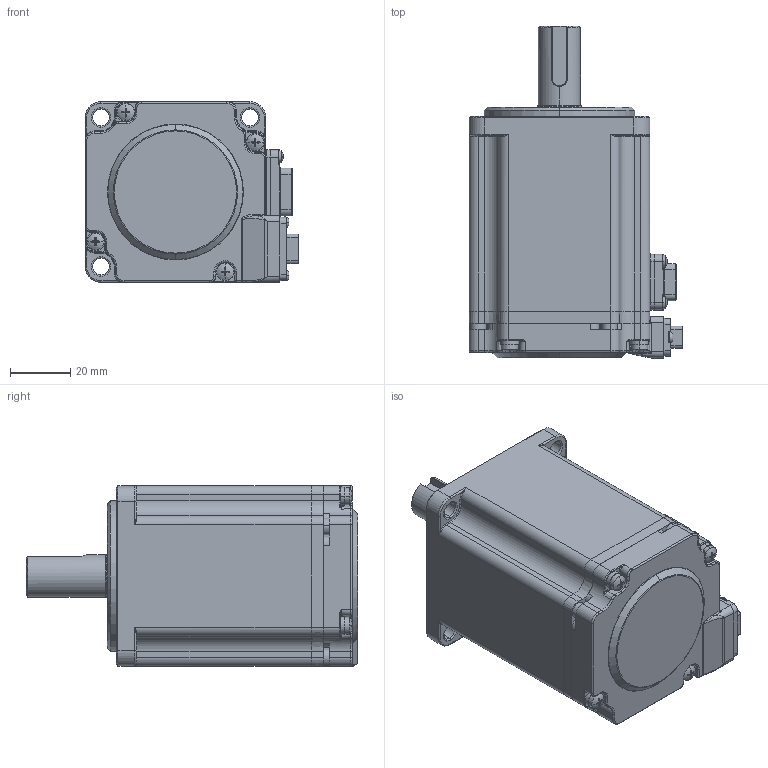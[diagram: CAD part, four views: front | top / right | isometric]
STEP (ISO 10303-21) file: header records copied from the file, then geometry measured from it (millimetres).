
FILE_DESCRIPTION (( 'STEP AP203' ), '1' );
FILE_NAME ('MS6H-60CM30B3-20P4-S.STEP', '2024-06-25T11:00:16', ( '' ), ( '' ), 'SwSTEP 2.0', 'SolidWorks 2022', '' );
FILE_SCHEMA (( 'CONFIG_CONTROL_DESIGN' ));
Length unit declared in the file: millimetre
Products named in the file (1): MS6H-60CM30B3-20P4-S
Bounding box: 71 x 110.2 x 60 mm (x, y, z)
Surface area: 32484 mm2 (no closed solid volume)
Topology: 0 solids, 26 shells, 822 faces, 2630 edges, 1786 vertices
Faces by surface type: plane 379, cylinder 250, torus 77, bspline 58, cone 42, sphere 16
Entity records: 30768 total; most frequent: CARTESIAN_POINT 7761, DIRECTION 4986, ORIENTED_EDGE 4353, EDGE_CURVE 2611, VERTEX_POINT 1786, AXIS2_PLACEMENT_3D 1770, LINE 1446, VECTOR 1446
